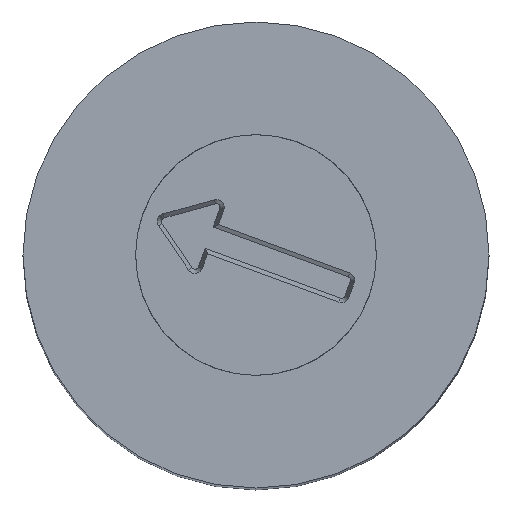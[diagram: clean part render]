
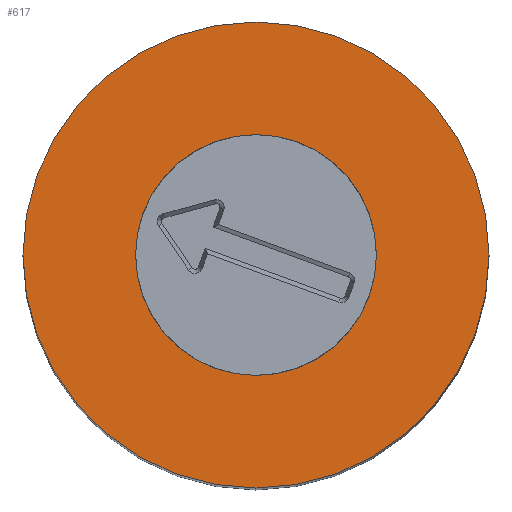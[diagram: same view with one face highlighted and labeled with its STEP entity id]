
A CAD part, top view. The second image highlights one B-rep face of the part: STEP entity #617.
In plain terms, the highlighted planar face has unit normal (0, 0, 1).
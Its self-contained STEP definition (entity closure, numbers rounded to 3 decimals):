
#38=FACE_BOUND('',#119,.T.);
#43=PLANE('',#758);
#77=FACE_OUTER_BOUND('',#118,.T.);
#118=EDGE_LOOP('',(#473));
#119=EDGE_LOOP('',(#474));
#245=CIRCLE('',#747,1.55);
#251=CIRCLE('',#757,3.);
#288=VERTEX_POINT('',#1073);
#294=VERTEX_POINT('',#1093);
#349=EDGE_CURVE('',#288,#288,#245,.T.);
#359=EDGE_CURVE('',#294,#294,#251,.T.);
#473=ORIENTED_EDGE('',*,*,#359,.F.);
#474=ORIENTED_EDGE('',*,*,#349,.T.);
#617=ADVANCED_FACE('',(#77,#38),#43,.F.);
#747=AXIS2_PLACEMENT_3D('',#1074,#862,#863);
#757=AXIS2_PLACEMENT_3D('',#1094,#886,#887);
#758=AXIS2_PLACEMENT_3D('',#1096,#889,#890);
#862=DIRECTION('center_axis',(0.,0.,-1.));
#863=DIRECTION('ref_axis',(1.,0.,0.));
#886=DIRECTION('center_axis',(0.,0.,-1.));
#887=DIRECTION('ref_axis',(-1.,0.,0.));
#889=DIRECTION('center_axis',(0.,0.,-1.));
#890=DIRECTION('ref_axis',(-1.,0.,0.));
#1073=CARTESIAN_POINT('',(-1.55,0.,17.));
#1074=CARTESIAN_POINT('Origin',(0.,0.,17.));
#1093=CARTESIAN_POINT('',(3.,0.,17.));
#1094=CARTESIAN_POINT('Origin',(0.,0.,17.));
#1096=CARTESIAN_POINT('Origin',(0.,0.,17.));
